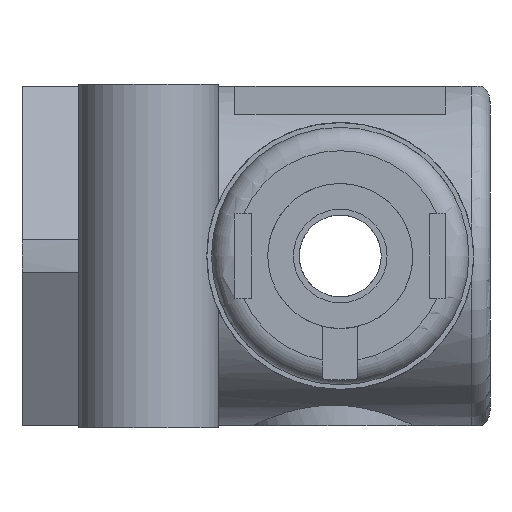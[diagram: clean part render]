
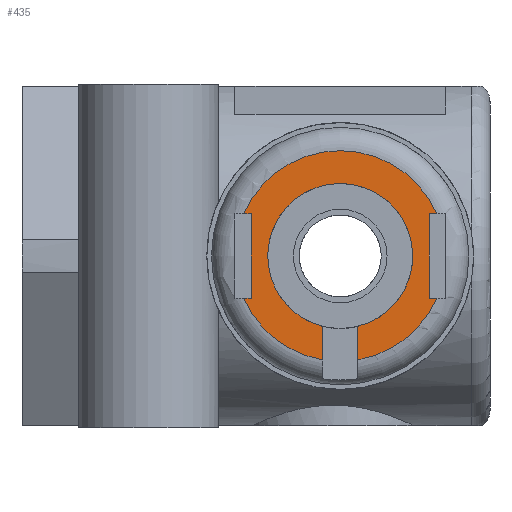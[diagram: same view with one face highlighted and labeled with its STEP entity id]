
A CAD part, left-side view. The second image highlights one B-rep face of the part: STEP entity #435.
In plain terms, the highlighted planar face has unit normal (-1, 0, 0).
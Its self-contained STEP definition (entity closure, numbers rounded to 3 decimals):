
#435 = ADVANCED_FACE( '', ( #881 ), #882, .F. );
#881 = FACE_OUTER_BOUND( '', #1307, .T. );
#882 = PLANE( '', #1308 );
#1307 = EDGE_LOOP( '', ( #2243, #2244, #2245, #2246, #2247, #2248, #2249, #2250, #2251, #2252, #2253, #2254 ) );
#1308 = AXIS2_PLACEMENT_3D( '', #2255, #2256, #2257 );
#2243 = ORIENTED_EDGE( '', *, *, #2327, .T. );
#2244 = ORIENTED_EDGE( '', *, *, #2630, .T. );
#2245 = ORIENTED_EDGE( '', *, *, #2565, .F. );
#2246 = ORIENTED_EDGE( '', *, *, #2579, .F. );
#2247 = ORIENTED_EDGE( '', *, *, #2472, .F. );
#2248 = ORIENTED_EDGE( '', *, *, #2300, .F. );
#2249 = ORIENTED_EDGE( '', *, *, #2563, .F. );
#2250 = ORIENTED_EDGE( '', *, *, #2358, .T. );
#2251 = ORIENTED_EDGE( '', *, *, #2450, .T. );
#2252 = ORIENTED_EDGE( '', *, *, #2558, .T. );
#2253 = ORIENTED_EDGE( '', *, *, #2562, .F. );
#2254 = ORIENTED_EDGE( '', *, *, #2635, .T. );
#2255 = CARTESIAN_POINT( '', ( 0., 0., 0. ) );
#2256 = DIRECTION( '', ( 1., 0., 0. ) );
#2257 = DIRECTION( '', ( 0., 0., -1. ) );
#2300 = EDGE_CURVE( '', #2669, #2672, #2673, .T. );
#2327 = EDGE_CURVE( '', #2719, #2720, #2721, .T. );
#2358 = EDGE_CURVE( '', #2773, #2774, #2775, .T. );
#2450 = EDGE_CURVE( '', #2774, #2919, #2920, .T. );
#2472 = EDGE_CURVE( '', #2672, #2950, #2954, .F. );
#2558 = EDGE_CURVE( '', #2919, #3083, #3085, .T. );
#2562 = EDGE_CURVE( '', #3089, #3083, #3091, .T. );
#2563 = EDGE_CURVE( '', #2773, #2669, #3092, .T. );
#2565 = EDGE_CURVE( '', #3093, #3087, #3095, .T. );
#2579 = EDGE_CURVE( '', #2950, #3093, #3111, .T. );
#2630 = EDGE_CURVE( '', #2720, #3087, #3173, .T. );
#2635 = EDGE_CURVE( '', #3089, #2719, #3178, .T. );
#2669 = VERTEX_POINT( '', #3216 );
#2672 = VERTEX_POINT( '', #3226 );
#2673 = LINE( '', #3227, #3228 );
#2719 = VERTEX_POINT( '', #3340 );
#2720 = VERTEX_POINT( '', #3341 );
#2721 = LINE( '', #3342, #3343 );
#2773 = VERTEX_POINT( '', #3423 );
#2774 = VERTEX_POINT( '', #3424 );
#2775 = LINE( '', #3425, #3426 );
#2919 = VERTEX_POINT( '', #3747 );
#2920 = LINE( '', #3748, #3749 );
#2950 = VERTEX_POINT( '', #3789 );
#2954 = CIRCLE( '', #3794, 3.1 );
#3083 = VERTEX_POINT( '', #4117 );
#3085 = LINE( '', #4124, #4125 );
#3087 = VERTEX_POINT( '', #4127 );
#3089 = VERTEX_POINT( '', #4134 );
#3091 = CIRCLE( '', #4141, 4.5 );
#3092 = CIRCLE( '', #4142, 4.5 );
#3093 = VERTEX_POINT( '', #4143 );
#3095 = CIRCLE( '', #4150, 4.5 );
#3111 = LINE( '', #4170, #4171 );
#3173 = LINE( '', #4402, #4403 );
#3178 = LINE( '', #4408, #4409 );
#3216 = CARTESIAN_POINT( '', ( 0., -0.75, -4.437 ) );
#3226 = CARTESIAN_POINT( '', ( 0., -0.75, -3.008 ) );
#3227 = CARTESIAN_POINT( '', ( 0., -0.75, -5.449 ) );
#3228 = VECTOR( '', #4439, 1000. );
#3340 = CARTESIAN_POINT( '', ( 0., 3.8, 1.8 ) );
#3341 = CARTESIAN_POINT( '', ( 0., 3.8, -1.8 ) );
#3342 = CARTESIAN_POINT( '', ( 0., 3.8, 1.8 ) );
#3343 = VECTOR( '', #4478, 1000. );
#3423 = CARTESIAN_POINT( '', ( 0., -4.124, -1.8 ) );
#3424 = CARTESIAN_POINT( '', ( 0., -3.8, -1.8 ) );
#3425 = CARTESIAN_POINT( '', ( 0., -4.5, -1.8 ) );
#3426 = VECTOR( '', #4510, 1000. );
#3747 = CARTESIAN_POINT( '', ( 0., -3.8, 1.8 ) );
#3748 = CARTESIAN_POINT( '', ( 0., -3.8, -1.8 ) );
#3749 = VECTOR( '', #4624, 1000. );
#3789 = CARTESIAN_POINT( '', ( 0., 0.75, -3.008 ) );
#3794 = AXIS2_PLACEMENT_3D( '', #4654, #4655, #4656 );
#4117 = CARTESIAN_POINT( '', ( 0., -4.124, 1.8 ) );
#4124 = CARTESIAN_POINT( '', ( 0., -3.8, 1.8 ) );
#4125 = VECTOR( '', #4762, 1000. );
#4127 = CARTESIAN_POINT( '', ( 0., 4.124, -1.8 ) );
#4134 = CARTESIAN_POINT( '', ( 0., 4.124, 1.8 ) );
#4141 = AXIS2_PLACEMENT_3D( '', #4763, #4764, #4765 );
#4142 = AXIS2_PLACEMENT_3D( '', #4766, #4767, #4768 );
#4143 = CARTESIAN_POINT( '', ( 0., 0.75, -4.437 ) );
#4150 = AXIS2_PLACEMENT_3D( '', #4769, #4770, #4771 );
#4170 = CARTESIAN_POINT( '', ( 0., 0.75, 0. ) );
#4171 = VECTOR( '', #4782, 1000. );
#4402 = CARTESIAN_POINT( '', ( 0., 3.8, -1.8 ) );
#4403 = VECTOR( '', #4824, 1000. );
#4408 = CARTESIAN_POINT( '', ( 0., 4.5, 1.8 ) );
#4409 = VECTOR( '', #4825, 1000. );
#4439 = DIRECTION( '', ( 0., 0., 1. ) );
#4478 = DIRECTION( '', ( 0., 0., -1. ) );
#4510 = DIRECTION( '', ( 0., 1., 0. ) );
#4624 = DIRECTION( '', ( 0., 0., 1. ) );
#4654 = CARTESIAN_POINT( '', ( 0., 0., 0. ) );
#4655 = DIRECTION( '', ( 1., 0., 0. ) );
#4656 = DIRECTION( '', ( 0., 0., -1. ) );
#4762 = DIRECTION( '', ( 0., -1., 0. ) );
#4763 = CARTESIAN_POINT( '', ( 0., 0., 0. ) );
#4764 = DIRECTION( '', ( 1., 0., 0. ) );
#4765 = DIRECTION( '', ( 0., 0., -1. ) );
#4766 = CARTESIAN_POINT( '', ( 0., 0., 0. ) );
#4767 = DIRECTION( '', ( 1., 0., 0. ) );
#4768 = DIRECTION( '', ( 0., 0., -1. ) );
#4769 = CARTESIAN_POINT( '', ( 0., 0., 0. ) );
#4770 = DIRECTION( '', ( 1., 0., 0. ) );
#4771 = DIRECTION( '', ( 0., 0., -1. ) );
#4782 = DIRECTION( '', ( 0., 0., -1. ) );
#4824 = DIRECTION( '', ( 0., 1., 0. ) );
#4825 = DIRECTION( '', ( 0., -1., 0. ) );
